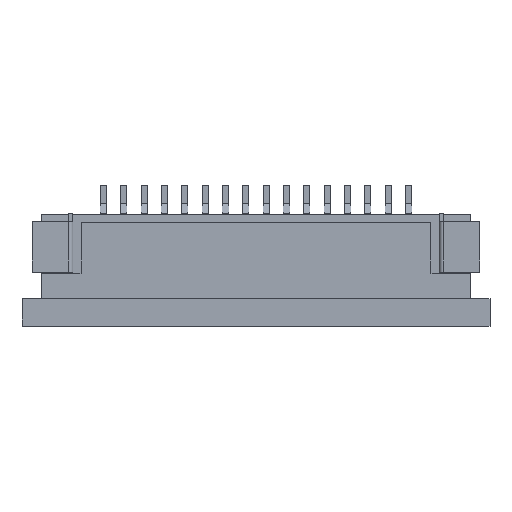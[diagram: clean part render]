
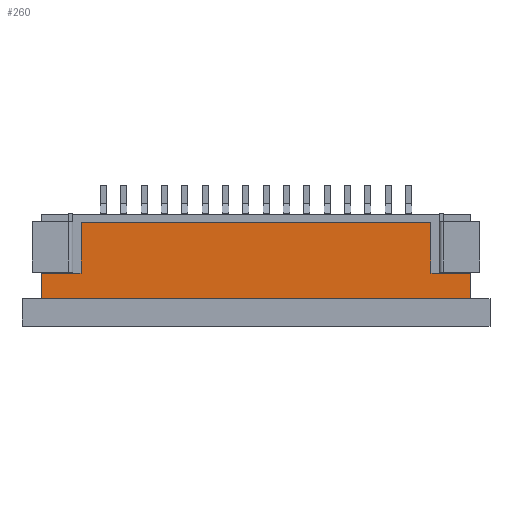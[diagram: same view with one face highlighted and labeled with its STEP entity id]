
A CAD part, top view. The second image highlights one B-rep face of the part: STEP entity #260.
In plain terms, the highlighted planar face has unit normal (0, 0, 1).
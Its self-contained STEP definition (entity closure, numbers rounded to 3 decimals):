
#260=ADVANCED_FACE('',(#5127),#5129,.T.);
#5127=FACE_BOUND('',#5128,.T.);
#5128=EDGE_LOOP('',(#8905,#8906,#8907,#8908,#8909,#8910,#8911,#8912));
#5129=PLANE('',#5130);
#5130=AXIS2_PLACEMENT_3D('',#5131,#5132,#5133);
#5131=CARTESIAN_POINT('',(10.55,1.35,2.5));
#5132=DIRECTION('',(0.,-0.,1.));
#5133=DIRECTION('',(0.,1.,0.));
#8905=ORIENTED_EDGE('',*,*,#11875,.T.);
#8906=ORIENTED_EDGE('',*,*,#11876,.T.);
#8907=ORIENTED_EDGE('',*,*,#11877,.T.);
#8908=ORIENTED_EDGE('',*,*,#11878,.F.);
#8909=ORIENTED_EDGE('',*,*,#11879,.F.);
#8910=ORIENTED_EDGE('',*,*,#11870,.T.);
#8911=ORIENTED_EDGE('',*,*,#11880,.T.);
#8912=ORIENTED_EDGE('',*,*,#11881,.T.);
#11870=EDGE_CURVE('',#13393,#13391,#13394,.T.);
#11875=EDGE_CURVE('',#13402,#13403,#13404,.F.);
#11876=EDGE_CURVE('',#13403,#13405,#13406,.F.);
#11877=EDGE_CURVE('',#13405,#13407,#13408,.F.);
#11878=EDGE_CURVE('',#13409,#13407,#13410,.T.);
#11879=EDGE_CURVE('',#13393,#13409,#13411,.T.);
#11880=EDGE_CURVE('',#13391,#13412,#13413,.F.);
#11881=EDGE_CURVE('',#13412,#13402,#13414,.F.);
#13391=VERTEX_POINT('',#16018);
#13393=VERTEX_POINT('',#16022);
#13394=LINE('',#16023,#16024);
#13402=VERTEX_POINT('',#16041);
#13403=VERTEX_POINT('',#16042);
#13404=LINE('',#16043,#16044);
#13405=VERTEX_POINT('',#16046);
#13406=LINE('',#16047,#16048);
#13407=VERTEX_POINT('',#16050);
#13408=LINE('',#16051,#16052);
#13409=VERTEX_POINT('',#16054);
#13410=LINE('',#16055,#16056);
#13411=LINE('',#16058,#16059);
#13412=VERTEX_POINT('',#16061);
#13413=LINE('',#16062,#16063);
#13414=LINE('',#16065,#16066);
#16018=CARTESIAN_POINT('',(10.55,2.6,2.5));
#16022=CARTESIAN_POINT('',(10.55,1.35,2.5));
#16023=CARTESIAN_POINT('',(10.55,1.35,2.5));
#16024=VECTOR('',#16025,1.);
#16025=DIRECTION('',(0.,1.,0.));
#16041=CARTESIAN_POINT('',(8.6,5.1,2.5));
#16042=CARTESIAN_POINT('',(-8.6,5.1,2.5));
#16043=CARTESIAN_POINT('',(-8.6,5.1,2.5));
#16044=VECTOR('',#16045,1.);
#16045=DIRECTION('',(1.,0.,0.));
#16046=CARTESIAN_POINT('',(-8.6,2.6,2.5));
#16047=CARTESIAN_POINT('',(-8.6,2.6,2.5));
#16048=VECTOR('',#16049,1.);
#16049=DIRECTION('',(0.,1.,0.));
#16050=CARTESIAN_POINT('',(-10.55,2.6,2.5));
#16051=CARTESIAN_POINT('',(-10.55,2.6,2.5));
#16052=VECTOR('',#16053,1.);
#16053=DIRECTION('',(1.,0.,0.));
#16054=CARTESIAN_POINT('',(-10.55,1.35,2.5));
#16055=CARTESIAN_POINT('',(-10.55,1.35,2.5));
#16056=VECTOR('',#16057,1.);
#16057=DIRECTION('',(0.,1.,0.));
#16058=CARTESIAN_POINT('',(10.55,1.35,2.5));
#16059=VECTOR('',#16060,1.);
#16060=DIRECTION('',(-1.,0.,0.));
#16061=CARTESIAN_POINT('',(8.6,2.6,2.5));
#16062=CARTESIAN_POINT('',(8.6,2.6,2.5));
#16063=VECTOR('',#16064,1.);
#16064=DIRECTION('',(1.,0.,0.));
#16065=CARTESIAN_POINT('',(8.6,5.1,2.5));
#16066=VECTOR('',#16067,1.);
#16067=DIRECTION('',(0.,-1.,0.));
